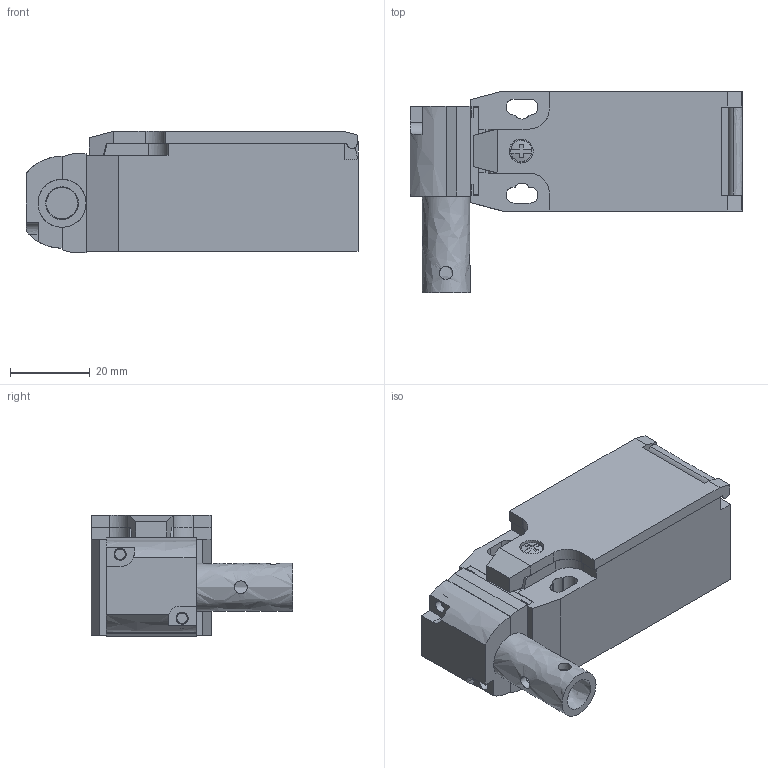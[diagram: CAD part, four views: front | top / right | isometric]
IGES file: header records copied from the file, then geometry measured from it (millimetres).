
Global section: file name: 700009.1; native system: Autodesk Inventor 2021; preprocessor: unknown; author: Mrówczyńska,,; organization: 11; date: 20221012.125132; units: millimetre
Bounding box: 83 x 50.45 x 30.38 mm (x, y, z)
Volume: 37257.5 mm3; surface area: 28403.6 mm2
Topology: 8 solids, 8 shells, 372 faces, 991 edges, 663 vertices
Faces by surface type: bspline 372
